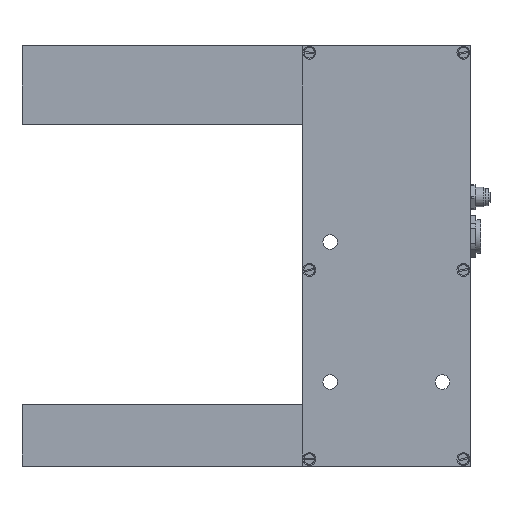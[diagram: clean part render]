
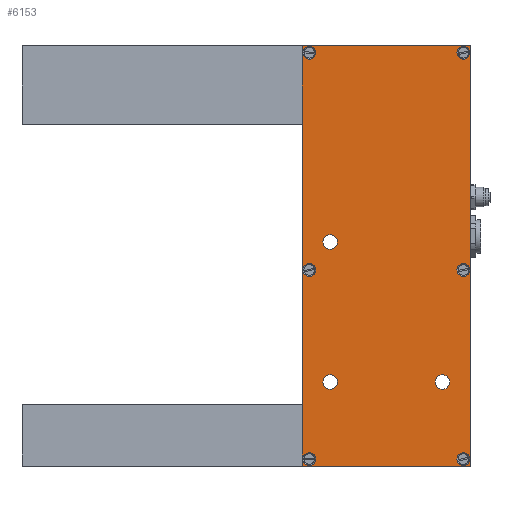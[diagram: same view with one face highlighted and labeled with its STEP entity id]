
A CAD part, top view. The second image highlights one B-rep face of the part: STEP entity #6153.
In plain terms, the highlighted planar face has unit normal (0, 0, 1).
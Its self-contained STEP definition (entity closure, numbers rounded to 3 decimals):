
#5197=CARTESIAN_POINT('',(20.0,75.,24.));
#5198=VERTEX_POINT('',#5197);
#5288=CARTESIAN_POINT('',(20.,47.0,24.));
#5289=VERTEX_POINT('',#5288);
#5290=CARTESIAN_POINT('',(20.,47.0,24.));
#5291=DIRECTION('',(0.0,1.0,0.0));
#5292=VECTOR('',#5291,28.);
#5293=LINE('',#5290,#5292);
#5294=EDGE_CURVE('',#5289,#5198,#5293,.T.);
#5312=CARTESIAN_POINT('',(20.,-53.,24.));
#5313=VERTEX_POINT('',#5312);
#5572=CARTESIAN_POINT('',(20.,-75.,24.));
#5573=VERTEX_POINT('',#5572);
#5574=CARTESIAN_POINT('',(20.,-75.,24.));
#5575=DIRECTION('',(0.0,1.0,0.0));
#5576=VECTOR('',#5575,22.);
#5577=LINE('',#5574,#5576);
#5578=EDGE_CURVE('',#5573,#5313,#5577,.T.);
#5908=CARTESIAN_POINT('',(32.6,-45.,24.));
#5909=VERTEX_POINT('',#5908);
#5910=CARTESIAN_POINT('',(30.,-45.,24.));
#5911=DIRECTION('',(0.0,0.0,-1.0));
#5912=DIRECTION('',(1.0,0.0,0.0));
#5913=AXIS2_PLACEMENT_3D('',#5910,#5911,#5912);
#5914=CIRCLE('',#5913,2.6);
#5915=EDGE_CURVE('',#5909,#5909,#5914,.T.);
#5928=CARTESIAN_POINT('',(32.6,5.,24.));
#5929=VERTEX_POINT('',#5928);
#5930=CARTESIAN_POINT('',(30.0,5.,24.));
#5931=DIRECTION('',(0.0,0.0,-1.0));
#5932=DIRECTION('',(1.0,0.0,0.0));
#5933=AXIS2_PLACEMENT_3D('',#5930,#5931,#5932);
#5934=CIRCLE('',#5933,2.6);
#5935=EDGE_CURVE('',#5929,#5929,#5934,.T.);
#5948=CARTESIAN_POINT('',(72.6,-45.,24.));
#5949=VERTEX_POINT('',#5948);
#5950=CARTESIAN_POINT('',(70.,-45.,24.));
#5951=DIRECTION('',(0.0,0.0,-1.0));
#5952=DIRECTION('',(1.0,0.0,0.0));
#5953=AXIS2_PLACEMENT_3D('',#5950,#5951,#5952);
#5954=CIRCLE('',#5953,2.6);
#5955=EDGE_CURVE('',#5949,#5949,#5954,.T.);
#6041=CARTESIAN_POINT('',(50.,0.,24.));
#6042=DIRECTION('',(0.0,0.0,1.0));
#6043=DIRECTION('',(1.0,0.0,0.0));
#6044=AXIS2_PLACEMENT_3D('',#6041,#6042,#6043);
#6045=PLANE('',#6044);
#6046=CARTESIAN_POINT('',(80.,75.,24.));
#6047=VERTEX_POINT('',#6046);
#6048=CARTESIAN_POINT('',(80.,-75.,24.));
#6049=VERTEX_POINT('',#6048);
#6050=CARTESIAN_POINT('',(80.,75.,24.));
#6051=DIRECTION('',(0.0,-1.0,0.0));
#6052=VECTOR('',#6051,150.0);
#6053=LINE('',#6050,#6052);
#6054=EDGE_CURVE('',#6047,#6049,#6053,.T.);
#6055=ORIENTED_EDGE('',*,*,#6054,.F.);
#6056=CARTESIAN_POINT('',(20.0,75.,24.));
#6057=DIRECTION('',(1.0,0.0,0.0));
#6058=VECTOR('',#6057,60.);
#6059=LINE('',#6056,#6058);
#6060=EDGE_CURVE('',#5198,#6047,#6059,.T.);
#6061=ORIENTED_EDGE('',*,*,#6060,.F.);
#6062=ORIENTED_EDGE('',*,*,#5294,.F.);
#6063=CARTESIAN_POINT('',(20.,-53.,24.));
#6064=DIRECTION('',(0.0,1.0,0.0));
#6065=VECTOR('',#6064,100.0);
#6066=LINE('',#6063,#6065);
#6067=EDGE_CURVE('',#5313,#5289,#6066,.T.);
#6068=ORIENTED_EDGE('',*,*,#6067,.F.);
#6069=ORIENTED_EDGE('',*,*,#5578,.F.);
#6070=CARTESIAN_POINT('',(80.,-75.,24.));
#6071=DIRECTION('',(-1.0,0.0,0.0));
#6072=VECTOR('',#6071,60.);
#6073=LINE('',#6070,#6072);
#6074=EDGE_CURVE('',#6049,#5573,#6073,.T.);
#6075=ORIENTED_EDGE('',*,*,#6074,.F.);
#6076=EDGE_LOOP('',(#6055,#6061,#6062,#6068,#6069,#6075));
#6077=FACE_OUTER_BOUND('',#6076,.T.);
#6078=ORIENTED_EDGE('',*,*,#5955,.T.);
#6079=EDGE_LOOP('',(#6078));
#6080=FACE_BOUND('',#6079,.T.);
#6081=ORIENTED_EDGE('',*,*,#5915,.T.);
#6082=EDGE_LOOP('',(#6081));
#6083=FACE_BOUND('',#6082,.T.);
#6084=ORIENTED_EDGE('',*,*,#5935,.T.);
#6085=EDGE_LOOP('',(#6084));
#6086=FACE_BOUND('',#6085,.T.);
#6087=CARTESIAN_POINT('',(24.8,-72.5,24.));
#6088=VERTEX_POINT('',#6087);
#6089=CARTESIAN_POINT('',(22.5,-72.5,24.));
#6090=DIRECTION('',(0.0,0.0,-1.0));
#6091=DIRECTION('',(1.0,0.0,0.0));
#6092=AXIS2_PLACEMENT_3D('',#6089,#6090,#6091);
#6093=CIRCLE('',#6092,2.3);
#6094=EDGE_CURVE('',#6088,#6088,#6093,.T.);
#6095=ORIENTED_EDGE('',*,*,#6094,.T.);
#6096=EDGE_LOOP('',(#6095));
#6097=FACE_BOUND('',#6096,.T.);
#6098=CARTESIAN_POINT('',(79.8,-5.,24.));
#6099=VERTEX_POINT('',#6098);
#6100=CARTESIAN_POINT('',(77.5,-5.,24.));
#6101=DIRECTION('',(0.0,0.0,-1.0));
#6102=DIRECTION('',(1.0,0.0,0.0));
#6103=AXIS2_PLACEMENT_3D('',#6100,#6101,#6102);
#6104=CIRCLE('',#6103,2.3);
#6105=EDGE_CURVE('',#6099,#6099,#6104,.T.);
#6106=ORIENTED_EDGE('',*,*,#6105,.T.);
#6107=EDGE_LOOP('',(#6106));
#6108=FACE_BOUND('',#6107,.T.);
#6109=CARTESIAN_POINT('',(24.8,72.5,24.));
#6110=VERTEX_POINT('',#6109);
#6111=CARTESIAN_POINT('',(22.5,72.5,24.));
#6112=DIRECTION('',(0.0,0.0,-1.0));
#6113=DIRECTION('',(1.0,0.0,0.0));
#6114=AXIS2_PLACEMENT_3D('',#6111,#6112,#6113);
#6115=CIRCLE('',#6114,2.3);
#6116=EDGE_CURVE('',#6110,#6110,#6115,.T.);
#6117=ORIENTED_EDGE('',*,*,#6116,.T.);
#6118=EDGE_LOOP('',(#6117));
#6119=FACE_BOUND('',#6118,.T.);
#6120=CARTESIAN_POINT('',(79.8,72.5,24.));
#6121=VERTEX_POINT('',#6120);
#6122=CARTESIAN_POINT('',(77.5,72.5,24.));
#6123=DIRECTION('',(0.0,0.0,-1.0));
#6124=DIRECTION('',(1.0,0.0,0.0));
#6125=AXIS2_PLACEMENT_3D('',#6122,#6123,#6124);
#6126=CIRCLE('',#6125,2.3);
#6127=EDGE_CURVE('',#6121,#6121,#6126,.T.);
#6128=ORIENTED_EDGE('',*,*,#6127,.T.);
#6129=EDGE_LOOP('',(#6128));
#6130=FACE_BOUND('',#6129,.T.);
#6131=CARTESIAN_POINT('',(24.8,-5.,24.));
#6132=VERTEX_POINT('',#6131);
#6133=CARTESIAN_POINT('',(22.5,-5.,24.));
#6134=DIRECTION('',(0.0,0.0,-1.0));
#6135=DIRECTION('',(1.0,0.0,0.0));
#6136=AXIS2_PLACEMENT_3D('',#6133,#6134,#6135);
#6137=CIRCLE('',#6136,2.3);
#6138=EDGE_CURVE('',#6132,#6132,#6137,.T.);
#6139=ORIENTED_EDGE('',*,*,#6138,.T.);
#6140=EDGE_LOOP('',(#6139));
#6141=FACE_BOUND('',#6140,.T.);
#6142=CARTESIAN_POINT('',(79.8,-72.5,24.));
#6143=VERTEX_POINT('',#6142);
#6144=CARTESIAN_POINT('',(77.5,-72.5,24.));
#6145=DIRECTION('',(0.0,0.0,-1.0));
#6146=DIRECTION('',(1.0,0.0,0.0));
#6147=AXIS2_PLACEMENT_3D('',#6144,#6145,#6146);
#6148=CIRCLE('',#6147,2.3);
#6149=EDGE_CURVE('',#6143,#6143,#6148,.T.);
#6150=ORIENTED_EDGE('',*,*,#6149,.T.);
#6151=EDGE_LOOP('',(#6150));
#6152=FACE_BOUND('',#6151,.T.);
#6153=ADVANCED_FACE('',(#6077,#6080,#6083,#6086,#6097,#6108,#6119,#6130,#6141,#6152),#6045,.T.);
